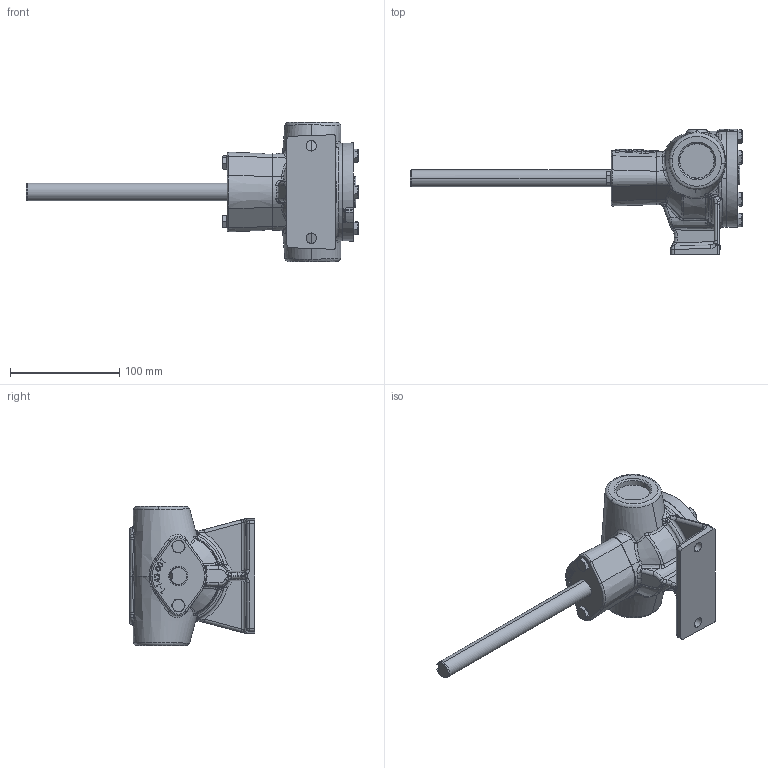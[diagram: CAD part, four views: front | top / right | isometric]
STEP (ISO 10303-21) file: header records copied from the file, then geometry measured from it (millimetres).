
FILE_DESCRIPTION (( 'STEP AP214' ), '1' );
FILE_NAME ('G432.STEP', '2016-12-13T21:43:48', ( '' ), ( '' ), 'SwSTEP 2.0', 'SolidWorks 2016', '' );
FILE_SCHEMA (( 'AUTOMOTIVE_DESIGN' ));
Length unit declared in the file: inch
Products named in the file (2): G432
Bounding box: 303.25 x 114.71 x 127 mm (x, y, z)
Volume: 684142.3 mm3; surface area: 79340.1 mm2
Topology: 1 solids, 1 shells, 778 faces, 1898 edges, 1162 vertices
Faces by surface type: plane 319, bspline 218, cone 104, cylinder 78, torus 41, sphere 18
Entity records: 40324 total; most frequent: CARTESIAN_POINT 20490, ORIENTED_EDGE 3780, DIRECTION 2805, EDGE_CURVE 1890, VERTEX_POINT 1162, AXIS2_PLACEMENT_3D 1055, EDGE_LOOP 834, ADVANCED_FACE 778
